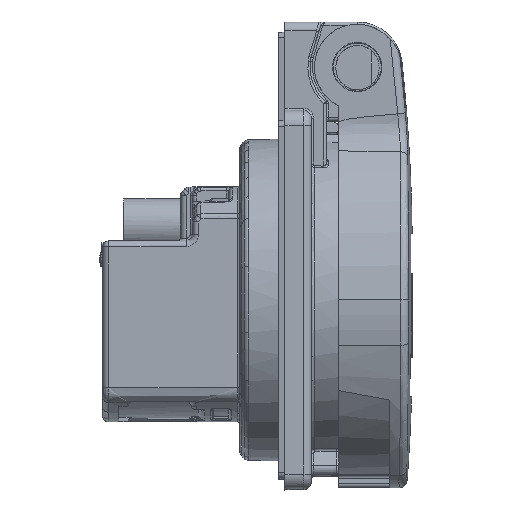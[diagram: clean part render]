
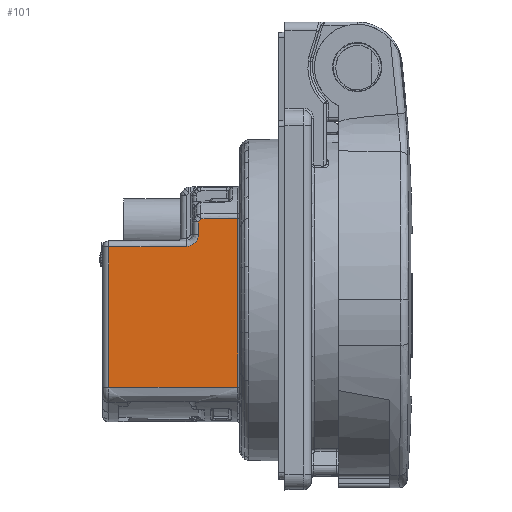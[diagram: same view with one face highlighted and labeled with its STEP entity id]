
A CAD part, top view. The second image highlights one B-rep face of the part: STEP entity #101.
In plain terms, the highlighted planar face has unit normal (-0.009, 0, 1).
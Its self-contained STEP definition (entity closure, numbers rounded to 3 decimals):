
#101 = ADVANCED_FACE ( 'NONE', ( #39598 ), #5220, .T. ) ;
#689 = CARTESIAN_POINT ( 'NONE',  ( -18.547, 10.827, 15.847 ) ) ;
#1389 = CARTESIAN_POINT ( 'NONE',  ( -25.343, 7.138, 15.788 ) ) ;
#2559 = CARTESIAN_POINT ( 'NONE',  ( -23.419, 10.807, 15.805 ) ) ;
#2753 = CARTESIAN_POINT ( 'NONE',  ( -21.805, 10.814, 15.819 ) ) ;
#3137 = DIRECTION ( 'NONE',  ( -1., -0.009, -0.009 ) ) ;
#4230 = VECTOR ( 'NONE', #21078, 1000. ) ;
#4379 = VERTEX_POINT ( 'NONE', #8015 ) ;
#5220 = PLANE ( 'NONE',  #36656 ) ;
#5662 = CARTESIAN_POINT ( 'NONE',  ( -20.181, 10.82, 15.833 ) ) ;
#7455 = VERTEX_POINT ( 'NONE', #29685 ) ;
#8015 = CARTESIAN_POINT ( 'NONE',  ( -35.707, -11.698, 15.698 ) ) ;
#8463 = CARTESIAN_POINT ( 'NONE',  ( -24.412, 7.146, 15.796 ) ) ;
#8582 = CARTESIAN_POINT ( 'NONE',  ( -23.419, 10.807, 15.805 ) ) ;
#8992 = CARTESIAN_POINT ( 'NONE',  ( -22.612, 10.81, 15.812 ) ) ;
#9196 = CARTESIAN_POINT ( 'NONE',  ( -20.998, 10.817, 15.826 ) ) ;
#9234 = CARTESIAN_POINT ( 'NONE',  ( -18.547, 0., 15.847 ) ) ;
#12399 = B_SPLINE_CURVE_WITH_KNOTS ( 'NONE', 3,
 ( #33997, #24676, #5662, #9196, #2753, #8992, #8582 ),
 .UNSPECIFIED., .F., .F.,
 ( 4, 3, 4 ),
 ( 0., 0.003, 0.005 ),
 .UNSPECIFIED. ) ;
#13464 = ORIENTED_EDGE ( 'NONE', *, *, #36259, .T. ) ;
#13544 = ORIENTED_EDGE ( 'NONE', *, *, #34365, .F. ) ;
#13617 = ORIENTED_EDGE ( 'NONE', *, *, #24932, .T. ) ;
#13830 = CARTESIAN_POINT ( 'NONE',  ( -23.757, 7.945, 15.802 ) ) ;
#13878 = CARTESIAN_POINT ( 'NONE',  ( -23.757, 8.738, 15.802 ) ) ;
#14300 = CARTESIAN_POINT ( 'NONE',  ( -23.757, 8.738, 15.802 ) ) ;
#14671 = LINE ( 'NONE', #13830, #31648 ) ;
#15631 = EDGE_CURVE ( 'NONE', #27587, #4379, #39762, .T. ) ;
#17967 = DIRECTION ( 'NONE',  ( -0.009, 0., 1. ) ) ;
#18451 = VECTOR ( 'NONE', #3137, 1000. ) ;
#19111 = CARTESIAN_POINT ( 'NONE',  ( -23.419, 10.807, 15.805 ) ) ;
#21078 = DIRECTION ( 'NONE',  ( 0., -1., 0. ) ) ;
#21118 = DIRECTION ( 'NONE',  ( -1., 0., -0.009 ) ) ;
#21453 = VERTEX_POINT ( 'NONE', #22053 ) ;
#21468 = ORIENTED_EDGE ( 'NONE', *, *, #33794, .T. ) ;
#21570 = CARTESIAN_POINT ( 'NONE',  ( -23.757, 10.365, 15.802 ) ) ;
#22053 = CARTESIAN_POINT ( 'NONE',  ( -25.343, 7.138, 15.788 ) ) ;
#22101 = CARTESIAN_POINT ( 'NONE',  ( -35.707, 7.048, 15.698 ) ) ;
#22146 = ORIENTED_EDGE ( 'NONE', *, *, #15631, .T. ) ;
#24676 = CARTESIAN_POINT ( 'NONE',  ( -19.364, 10.824, 15.84 ) ) ;
#24729 = VERTEX_POINT ( 'NONE', #19111 ) ;
#24932 = EDGE_CURVE ( 'NONE', #24729, #30361, #28465, .T. ) ;
#25136 = LINE ( 'NONE', #9234, #26268 ) ;
#25363 = ORIENTED_EDGE ( 'NONE', *, *, #34619, .T. ) ;
#26036 =( BOUNDED_CURVE ( )  B_SPLINE_CURVE ( 3, ( #31706, #34198, #31090, #40856 ),
 .UNSPECIFIED., .F., .F. ) 
 B_SPLINE_CURVE_WITH_KNOTS ( ( 4, 4 ),
 ( 5.183, 5.191 ),
 .UNSPECIFIED. ) 
 CURVE ( )  GEOMETRIC_REPRESENTATION_ITEM ( )  RATIONAL_B_SPLINE_CURVE ( ( 1., 1., 1., 1. ) ) 
 REPRESENTATION_ITEM ( '' )  );
#26268 = VECTOR ( 'NONE', #41105, 1000. ) ;
#26533 = CARTESIAN_POINT ( 'NONE',  ( -23.757, 10.365, 15.802 ) ) ;
#26777 = EDGE_LOOP ( 'NONE', ( #21468, #32161, #34051, #13617, #25363, #13544, #13464, #22146 ) ) ;
#27140 = CARTESIAN_POINT ( 'NONE',  ( -18.25, 0., 15.85 ) ) ;
#27527 = VERTEX_POINT ( 'NONE', #13878 ) ;
#27587 = VERTEX_POINT ( 'NONE', #22101 ) ;
#27717 = CARTESIAN_POINT ( 'NONE',  ( -35.707, 0., 15.698 ) ) ;
#27998 = CARTESIAN_POINT ( 'NONE',  ( -23.532, 10.66, 15.804 ) ) ;
#28203 = EDGE_CURVE ( 'NONE', #37428, #24729, #12399, .T. ) ;
#28465 = B_SPLINE_CURVE_WITH_KNOTS ( 'NONE', 3,
 ( #2559, #27998, #36930, #21570 ),
 .UNSPECIFIED., .F., .F.,
 ( 4, 4 ),
 ( 0., 0.001 ),
 .UNSPECIFIED. ) ;
#29685 = CARTESIAN_POINT ( 'NONE',  ( -18.547, -11.621, 15.847 ) ) ;
#30341 = CARTESIAN_POINT ( 'NONE',  ( -23.757, 7.807, 15.802 ) ) ;
#30361 = VERTEX_POINT ( 'NONE', #26533 ) ;
#31090 = CARTESIAN_POINT ( 'NONE',  ( -24.256, -11.646, 15.798 ) ) ;
#31648 = VECTOR ( 'NONE', #36319, 1000. ) ;
#31706 = CARTESIAN_POINT ( 'NONE',  ( -35.707, -11.698, 15.698 ) ) ;
#32161 = ORIENTED_EDGE ( 'NONE', *, *, #32609, .T. ) ;
#32609 = EDGE_CURVE ( 'NONE', #7455, #37428, #25136, .T. ) ;
#33794 = EDGE_CURVE ( 'NONE', #4379, #7455, #26036, .T. ) ;
#33997 = CARTESIAN_POINT ( 'NONE',  ( -18.547, 10.827, 15.847 ) ) ;
#34051 = ORIENTED_EDGE ( 'NONE', *, *, #28203, .T. ) ;
#34198 = CARTESIAN_POINT ( 'NONE',  ( -29.975, -11.672, 15.748 ) ) ;
#34365 = EDGE_CURVE ( 'NONE', #21453, #27527, #34512, .T. ) ;
#34512 =( BOUNDED_CURVE ( )  B_SPLINE_CURVE ( 3, ( #1389, #8463, #30341, #14300 ),
 .UNSPECIFIED., .F., .F. ) 
 B_SPLINE_CURVE_WITH_KNOTS ( ( 4, 4 ),
 ( 1.58, 3.142 ),
 .UNSPECIFIED. ) 
 CURVE ( )  GEOMETRIC_REPRESENTATION_ITEM ( )  RATIONAL_B_SPLINE_CURVE ( ( 1., 0.807, 0.807, 1. ) ) 
 REPRESENTATION_ITEM ( '' )  );
#34619 = EDGE_CURVE ( 'NONE', #30361, #27527, #14671, .T. ) ;
#35619 = CARTESIAN_POINT ( 'NONE',  ( -18.313, 7.199, 15.849 ) ) ;
#36259 = EDGE_CURVE ( 'NONE', #21453, #27587, #38736, .T. ) ;
#36319 = DIRECTION ( 'NONE',  ( 0., -1., 0. ) ) ;
#36656 = AXIS2_PLACEMENT_3D ( 'NONE', #27140, #17967, #21118 ) ;
#36930 = CARTESIAN_POINT ( 'NONE',  ( -23.645, 10.513, 15.803 ) ) ;
#37428 = VERTEX_POINT ( 'NONE', #689 ) ;
#38736 = LINE ( 'NONE', #35619, #18451 ) ;
#39598 = FACE_OUTER_BOUND ( 'NONE', #26777, .T. ) ;
#39762 = LINE ( 'NONE', #27717, #4230 ) ;
#40856 = CARTESIAN_POINT ( 'NONE',  ( -18.547, -11.621, 15.847 ) ) ;
#41105 = DIRECTION ( 'NONE',  ( 0., 1., 0. ) ) ;
